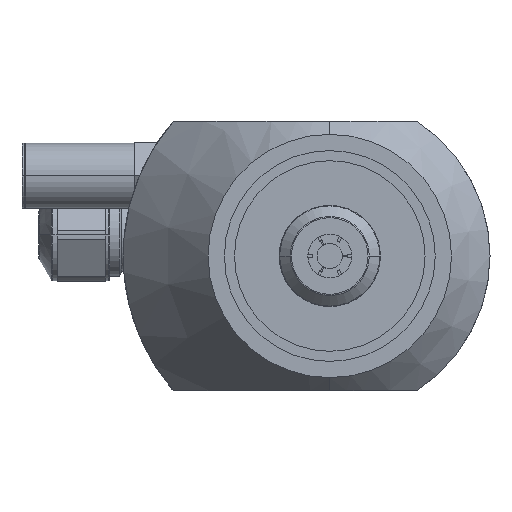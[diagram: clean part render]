
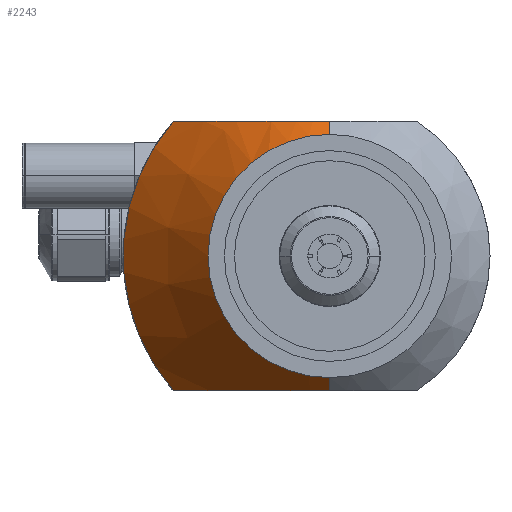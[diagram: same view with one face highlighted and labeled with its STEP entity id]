
A CAD part, left-side view. The second image highlights one B-rep face of the part: STEP entity #2243.
In plain terms, the highlighted conical face has half-angle 40 degrees and reference radius 14.431 mm.
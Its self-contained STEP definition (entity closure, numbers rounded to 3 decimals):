
#2117 = ORIENTED_EDGE ( 'NONE', *, *, #2227, .F. ) ;
#2187 = VERTEX_POINT ( 'NONE', #7004 ) ;
#2188 = ORIENTED_EDGE ( 'NONE', *, *, #2239, .T. ) ;
#2189 = EDGE_CURVE ( 'NONE', #2244, #2187, #7064, .T. ) ;
#2190 = VERTEX_POINT ( 'NONE', #7072 ) ;
#2191 = EDGE_CURVE ( 'NONE', #2244, #2190, #7071, .T. ) ;
#2193 = ORIENTED_EDGE ( 'NONE', *, *, #2191, .T. ) ;
#2194 = EDGE_CURVE ( 'NONE', #2230, #2190, #6964, .T. ) ;
#2195 = ORIENTED_EDGE ( 'NONE', *, *, #2194, .F. ) ;
#2196 = EDGE_CURVE ( 'NONE', #2242, #2230, #6960, .T. ) ;
#2227 = EDGE_CURVE ( 'NONE', #2241, #2242, #6934, .T. ) ;
#2230 = VERTEX_POINT ( 'NONE', #7127 ) ;
#2231 = EDGE_LOOP ( 'NONE', ( #2117, #2188, #2240, #2193, #2195, #2233 ) ) ;
#2233 = ORIENTED_EDGE ( 'NONE', *, *, #2196, .F. ) ;
#2239 = EDGE_CURVE ( 'NONE', #2241, #2187, #7084, .T. ) ;
#2240 = ORIENTED_EDGE ( 'NONE', *, *, #2189, .F. ) ;
#2241 = VERTEX_POINT ( 'NONE', #7089 ) ;
#2242 = VERTEX_POINT ( 'NONE', #7082 ) ;
#2243 = ADVANCED_FACE ( 'NONE', ( #7081 ), #7130, .T. ) ;
#2244 = VERTEX_POINT ( 'NONE', #7096 ) ;
#6934 = CIRCLE ( 'NONE', #7043, 14.431 ) ;
#6935 = DIRECTION ( 'NONE',  ( 0., 0., 1. ) ) ;
#6936 = DIRECTION ( 'NONE',  ( -1., 0., 0. ) ) ;
#6937 = CARTESIAN_POINT ( 'NONE',  ( -83., 0., 0. ) ) ;
#6953 = CARTESIAN_POINT ( 'NONE',  ( -81.13, 0.455, -16. ) ) ;
#6954 = CARTESIAN_POINT ( 'NONE',  ( -81.13, 0., -16. ) ) ;
#6957 = DIRECTION ( 'NONE',  ( 0.766, 0., -0.643 ) ) ;
#6958 = VECTOR ( 'NONE', #6957, 1000. ) ;
#6959 = CARTESIAN_POINT ( 'NONE',  ( -83., 0., -14.431 ) ) ;
#6960 = LINE ( 'NONE', #6959, #6958 ) ;
#6962 = CARTESIAN_POINT ( 'NONE',  ( -81.016, 1.808, -16. ) ) ;
#6963 = CARTESIAN_POINT ( 'NONE',  ( -81.107, 0.91, -16. ) ) ;
#6964 = B_SPLINE_CURVE_WITH_KNOTS ( 'NONE', 3,
 ( #6954, #6953, #6963, #6962, #7063, #7062, #7061, #7060, #7059, #7058, #7057, #7056, #7055, #7054, #7053, #7052, #7051, #7050, #7049, #7048 ),
 .UNSPECIFIED., .F., .F.,
 ( 4, 2, 2, 2, 2, 2, 2, 2, 2, 4 ),
 ( 0.112, 0.113, 0.115, 0.116, 0.117, 0.12, 0.123, 0.125, 0.128, 0.133 ),
 .UNSPECIFIED. ) ;
#6967 = CARTESIAN_POINT ( 'NONE',  ( -81.13, 0., 16. ) ) ;
#6968 = CARTESIAN_POINT ( 'NONE',  ( -81.13, 0.455, 16. ) ) ;
#6969 = CARTESIAN_POINT ( 'NONE',  ( -81.107, 0.91, 16. ) ) ;
#6970 = CARTESIAN_POINT ( 'NONE',  ( -81.016, 1.808, 16. ) ) ;
#6971 = CARTESIAN_POINT ( 'NONE',  ( -80.949, 2.252, 16. ) ) ;
#6972 = CARTESIAN_POINT ( 'NONE',  ( -80.774, 3.134, 16. ) ) ;
#6973 = CARTESIAN_POINT ( 'NONE',  ( -80.667, 3.572, 16. ) ) ;
#6974 = CARTESIAN_POINT ( 'NONE',  ( -80.416, 4.439, 16. ) ) ;
#6975 = CARTESIAN_POINT ( 'NONE',  ( -80.272, 4.871, 16. ) ) ;
#6976 = CARTESIAN_POINT ( 'NONE',  ( -79.794, 6.145, 16. ) ) ;
#6977 = CARTESIAN_POINT ( 'NONE',  ( -79.42, 6.964, 16. ) ) ;
#6978 = CARTESIAN_POINT ( 'NONE',  ( -78.591, 8.557, 16. ) ) ;
#6979 = CARTESIAN_POINT ( 'NONE',  ( -78.137, 9.331, 16. ) ) ;
#6980 = CARTESIAN_POINT ( 'NONE',  ( -77.173, 10.849, 16. ) ) ;
#6981 = DIRECTION ( 'NONE',  ( 0., 0., 1. ) ) ;
#6982 = DIRECTION ( 'NONE',  ( -1., 0., 0. ) ) ;
#6983 = AXIS2_PLACEMENT_3D ( 'NONE', #7001, #6982, #6981 ) ;
#7001 = CARTESIAN_POINT ( 'NONE',  ( -71., 0., 0. ) ) ;
#7004 = CARTESIAN_POINT ( 'NONE',  ( -81.13, 0., 16. ) ) ;
#7038 = AXIS2_PLACEMENT_3D ( 'NONE', #7090, #7098, #7097 ) ;
#7039 = DIRECTION ( 'NONE',  ( 0.766, 0., 0.643 ) ) ;
#7040 = VECTOR ( 'NONE', #7039, 1000. ) ;
#7043 = AXIS2_PLACEMENT_3D ( 'NONE', #6937, #6936, #6935 ) ;
#7048 = CARTESIAN_POINT ( 'NONE',  ( -71., 18.554, -16. ) ) ;
#7049 = CARTESIAN_POINT ( 'NONE',  ( -72.198, 17.226, -16. ) ) ;
#7050 = CARTESIAN_POINT ( 'NONE',  ( -73.369, 15.871, -16. ) ) ;
#7051 = CARTESIAN_POINT ( 'NONE',  ( -75.051, 13.767, -16. ) ) ;
#7052 = CARTESIAN_POINT ( 'NONE',  ( -75.599, 13.053, -16. ) ) ;
#7053 = CARTESIAN_POINT ( 'NONE',  ( -76.661, 11.593, -16. ) ) ;
#7054 = CARTESIAN_POINT ( 'NONE',  ( -77.173, 10.849, -16. ) ) ;
#7055 = CARTESIAN_POINT ( 'NONE',  ( -78.137, 9.331, -16. ) ) ;
#7056 = CARTESIAN_POINT ( 'NONE',  ( -78.591, 8.557, -16. ) ) ;
#7057 = CARTESIAN_POINT ( 'NONE',  ( -79.42, 6.964, -16. ) ) ;
#7058 = CARTESIAN_POINT ( 'NONE',  ( -79.794, 6.145, -16. ) ) ;
#7059 = CARTESIAN_POINT ( 'NONE',  ( -80.272, 4.871, -16. ) ) ;
#7060 = CARTESIAN_POINT ( 'NONE',  ( -80.416, 4.439, -16. ) ) ;
#7061 = CARTESIAN_POINT ( 'NONE',  ( -80.667, 3.572, -16. ) ) ;
#7062 = CARTESIAN_POINT ( 'NONE',  ( -80.774, 3.134, -16. ) ) ;
#7063 = CARTESIAN_POINT ( 'NONE',  ( -80.949, 2.252, -16. ) ) ;
#7064 = B_SPLINE_CURVE_WITH_KNOTS ( 'NONE', 3,
 ( #7070, #7069, #7068, #7067, #7066, #7065, #6980, #6979, #6978, #6977, #6976, #6975, #6974, #6973, #6972, #6971, #6970, #6969, #6968, #6967 ),
 .UNSPECIFIED., .F., .F.,
 ( 4, 2, 2, 2, 2, 2, 2, 2, 2, 4 ),
 ( 0.029, 0.035, 0.037, 0.04, 0.043, 0.045, 0.047, 0.048, 0.049, 0.051 ),
 .UNSPECIFIED. ) ;
#7065 = CARTESIAN_POINT ( 'NONE',  ( -76.661, 11.593, 16. ) ) ;
#7066 = CARTESIAN_POINT ( 'NONE',  ( -75.599, 13.053, 16. ) ) ;
#7067 = CARTESIAN_POINT ( 'NONE',  ( -75.051, 13.767, 16. ) ) ;
#7068 = CARTESIAN_POINT ( 'NONE',  ( -73.369, 15.871, 16. ) ) ;
#7069 = CARTESIAN_POINT ( 'NONE',  ( -72.198, 17.226, 16. ) ) ;
#7070 = CARTESIAN_POINT ( 'NONE',  ( -71., 18.554, 16. ) ) ;
#7071 = CIRCLE ( 'NONE', #6983, 24.5 ) ;
#7072 = CARTESIAN_POINT ( 'NONE',  ( -71., 18.554, -16. ) ) ;
#7081 = FACE_OUTER_BOUND ( 'NONE', #2231, .T. ) ;
#7082 = CARTESIAN_POINT ( 'NONE',  ( -83., 0., -14.431 ) ) ;
#7083 = CARTESIAN_POINT ( 'NONE',  ( -83., 0., 14.431 ) ) ;
#7084 = LINE ( 'NONE', #7083, #7040 ) ;
#7089 = CARTESIAN_POINT ( 'NONE',  ( -83., 0., 14.431 ) ) ;
#7090 = CARTESIAN_POINT ( 'NONE',  ( -83., 0., 0. ) ) ;
#7096 = CARTESIAN_POINT ( 'NONE',  ( -71., 18.554, 16. ) ) ;
#7097 = DIRECTION ( 'NONE',  ( 0., 0., -1. ) ) ;
#7098 = DIRECTION ( 'NONE',  ( 1., 0., 0. ) ) ;
#7127 = CARTESIAN_POINT ( 'NONE',  ( -81.13, 0., -16. ) ) ;
#7130 = CONICAL_SURFACE ( 'NONE', #7038, 14.431, 0.698 ) ;
